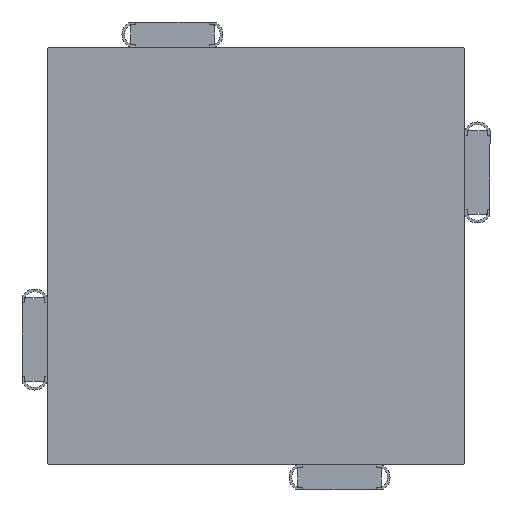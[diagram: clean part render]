
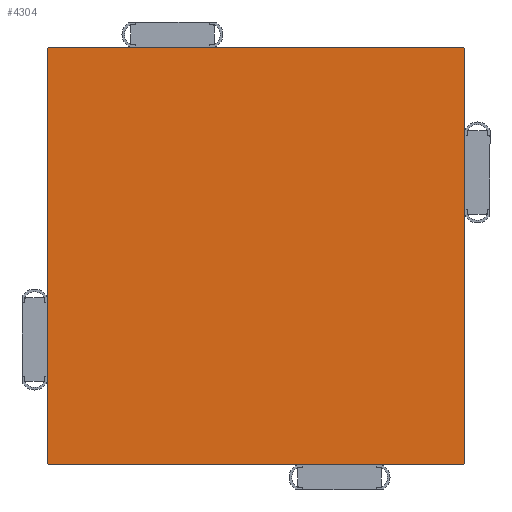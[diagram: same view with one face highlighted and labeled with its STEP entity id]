
A CAD part, front view. The second image highlights one B-rep face of the part: STEP entity #4304.
In plain terms, the highlighted planar face has unit normal (0, -1, 0).
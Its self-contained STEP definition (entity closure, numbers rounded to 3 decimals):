
#20 = EDGE_LOOP ( 'NONE', ( #3040, #5788, #6585, #1568, #6236, #2682, #1605, #786 ) ) ;
#207 = EDGE_CURVE ( 'NONE', #4766, #2692, #1225, .T. ) ;
#566 = PLANE ( 'NONE',  #6121 ) ;
#592 = CARTESIAN_POINT ( 'NONE',  ( 123., -2.5, 125. ) ) ;
#698 = CARTESIAN_POINT ( 'NONE',  ( -125., -2.5, -125. ) ) ;
#705 = EDGE_CURVE ( 'NONE', #1365, #5257, #966, .T. ) ;
#753 = VERTEX_POINT ( 'NONE', #4179 ) ;
#786 = ORIENTED_EDGE ( 'NONE', *, *, #1719, .T. ) ;
#966 = LINE ( 'NONE', #4737, #5946 ) ;
#982 = EDGE_CURVE ( 'NONE', #4766, #3220, #2339, .T. ) ;
#1013 = CARTESIAN_POINT ( 'NONE',  ( -123., -2.5, -125. ) ) ;
#1029 = AXIS2_PLACEMENT_3D ( 'NONE', #2328, #6626, #5024 ) ;
#1056 = CARTESIAN_POINT ( 'NONE',  ( 125., -2.5, 125. ) ) ;
#1080 = DIRECTION ( 'NONE',  ( 1., 0., 0. ) ) ;
#1107 = AXIS2_PLACEMENT_3D ( 'NONE', #1269, #4899, #3423 ) ;
#1225 = LINE ( 'NONE', #698, #4661 ) ;
#1269 = CARTESIAN_POINT ( 'NONE',  ( -123., -2.5, 123. ) ) ;
#1290 = VECTOR ( 'NONE', #1080, 1000. ) ;
#1365 = VERTEX_POINT ( 'NONE', #1393 ) ;
#1393 = CARTESIAN_POINT ( 'NONE',  ( -125., -2.5, -123. ) ) ;
#1568 = ORIENTED_EDGE ( 'NONE', *, *, #4652, .T. ) ;
#1578 = LINE ( 'NONE', #1056, #4223 ) ;
#1605 = ORIENTED_EDGE ( 'NONE', *, *, #705, .F. ) ;
#1719 = EDGE_CURVE ( 'NONE', #1365, #2692, #4080, .T. ) ;
#1807 = CARTESIAN_POINT ( 'NONE',  ( 123., -2.5, -125. ) ) ;
#1944 = DIRECTION ( 'NONE',  ( 0., 0., 1. ) ) ;
#2070 = DIRECTION ( 'NONE',  ( 0., 0., -1. ) ) ;
#2328 = CARTESIAN_POINT ( 'NONE',  ( -123., -2.5, -123. ) ) ;
#2339 = CIRCLE ( 'NONE', #6287, 2. ) ;
#2528 = CARTESIAN_POINT ( 'NONE',  ( 123., -2.5, -123. ) ) ;
#2614 = CARTESIAN_POINT ( 'NONE',  ( 125., -2.5, -123. ) ) ;
#2682 = ORIENTED_EDGE ( 'NONE', *, *, #5574, .T. ) ;
#2692 = VERTEX_POINT ( 'NONE', #1013 ) ;
#2765 = DIRECTION ( 'NONE',  ( 0., -1., 0. ) ) ;
#2884 = DIRECTION ( 'NONE',  ( 0., 0., -1. ) ) ;
#2993 = VERTEX_POINT ( 'NONE', #592 ) ;
#3040 = ORIENTED_EDGE ( 'NONE', *, *, #207, .F. ) ;
#3202 = CIRCLE ( 'NONE', #5451, 2. ) ;
#3220 = VERTEX_POINT ( 'NONE', #2614 ) ;
#3281 = DIRECTION ( 'NONE',  ( 0., -1., 0. ) ) ;
#3423 = DIRECTION ( 'NONE',  ( 0., 0., -1. ) ) ;
#3470 = CARTESIAN_POINT ( 'NONE',  ( -125., -2.5, 123. ) ) ;
#3665 = DIRECTION ( 'NONE',  ( 0., 0., -1. ) ) ;
#3804 = FACE_OUTER_BOUND ( 'NONE', #20, .T. ) ;
#4080 = CIRCLE ( 'NONE', #1029, 2. ) ;
#4179 = CARTESIAN_POINT ( 'NONE',  ( -123., -2.5, 125. ) ) ;
#4207 = EDGE_CURVE ( 'NONE', #4961, #3220, #1578, .T. ) ;
#4223 = VECTOR ( 'NONE', #2070, 1000. ) ;
#4304 = ADVANCED_FACE ( 'NONE', ( #3804 ), #566, .T. ) ;
#4472 = CARTESIAN_POINT ( 'NONE',  ( -125., -2.5, 125. ) ) ;
#4511 = DIRECTION ( 'NONE',  ( -1., 0., 0. ) ) ;
#4652 = EDGE_CURVE ( 'NONE', #4961, #2993, #3202, .T. ) ;
#4661 = VECTOR ( 'NONE', #4511, 1000. ) ;
#4667 = EDGE_CURVE ( 'NONE', #753, #2993, #4921, .T. ) ;
#4737 = CARTESIAN_POINT ( 'NONE',  ( -125., -2.5, 125. ) ) ;
#4766 = VERTEX_POINT ( 'NONE', #1807 ) ;
#4899 = DIRECTION ( 'NONE',  ( 0., -1., 0. ) ) ;
#4902 = CARTESIAN_POINT ( 'NONE',  ( 0., -2.5, 0. ) ) ;
#4921 = LINE ( 'NONE', #4472, #1290 ) ;
#4938 = CIRCLE ( 'NONE', #1107, 2. ) ;
#4961 = VERTEX_POINT ( 'NONE', #6250 ) ;
#5024 = DIRECTION ( 'NONE',  ( 0., 0., -1. ) ) ;
#5257 = VERTEX_POINT ( 'NONE', #3470 ) ;
#5406 = DIRECTION ( 'NONE',  ( 0., 0., -1. ) ) ;
#5451 = AXIS2_PLACEMENT_3D ( 'NONE', #6008, #2765, #5406 ) ;
#5574 = EDGE_CURVE ( 'NONE', #753, #5257, #4938, .T. ) ;
#5788 = ORIENTED_EDGE ( 'NONE', *, *, #982, .T. ) ;
#5946 = VECTOR ( 'NONE', #1944, 1000. ) ;
#6008 = CARTESIAN_POINT ( 'NONE',  ( 123., -2.5, 123. ) ) ;
#6121 = AXIS2_PLACEMENT_3D ( 'NONE', #4902, #3281, #2884 ) ;
#6225 = DIRECTION ( 'NONE',  ( 0., -1., 0. ) ) ;
#6236 = ORIENTED_EDGE ( 'NONE', *, *, #4667, .F. ) ;
#6250 = CARTESIAN_POINT ( 'NONE',  ( 125., -2.5, 123. ) ) ;
#6287 = AXIS2_PLACEMENT_3D ( 'NONE', #2528, #6225, #3665 ) ;
#6585 = ORIENTED_EDGE ( 'NONE', *, *, #4207, .F. ) ;
#6626 = DIRECTION ( 'NONE',  ( 0., -1., 0. ) ) ;
